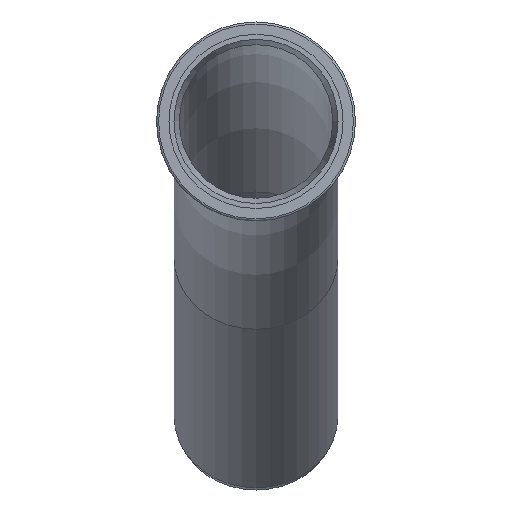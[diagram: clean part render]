
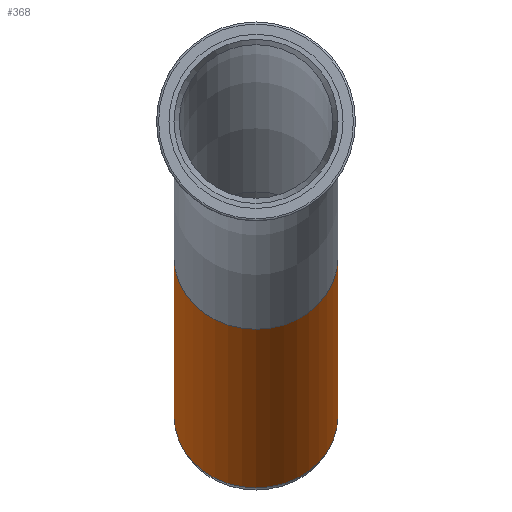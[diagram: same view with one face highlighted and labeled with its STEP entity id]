
A CAD part, left-side view. The second image highlights one B-rep face of the part: STEP entity #368.
In plain terms, the highlighted cylindrical face has radius 80 mm (diameter 160 mm), a full revolution.
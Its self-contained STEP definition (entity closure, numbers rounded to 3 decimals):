
#31=CYLINDRICAL_SURFACE('',#414,80.);
#42=FACE_OUTER_BOUND('',#65,.T.);
#65=EDGE_LOOP('',(#259,#260,#261,#262,#263,#264));
#94=LINE('',#631,#107);
#107=VECTOR('',#488,80.);
#120=CIRCLE('',#412,80.);
#121=CIRCLE('',#413,80.);
#122=CIRCLE('',#415,80.);
#123=CIRCLE('',#416,80.);
#162=VERTEX_POINT('',#624);
#163=VERTEX_POINT('',#626);
#164=VERTEX_POINT('',#630);
#165=VERTEX_POINT('',#632);
#201=EDGE_CURVE('',#162,#163,#120,.T.);
#202=EDGE_CURVE('',#163,#162,#121,.T.);
#203=EDGE_CURVE('',#163,#164,#94,.T.);
#204=EDGE_CURVE('',#164,#165,#122,.T.);
#205=EDGE_CURVE('',#165,#164,#123,.T.);
#259=ORIENTED_EDGE('',*,*,#201,.F.);
#260=ORIENTED_EDGE('',*,*,#202,.F.);
#261=ORIENTED_EDGE('',*,*,#203,.T.);
#262=ORIENTED_EDGE('',*,*,#204,.T.);
#263=ORIENTED_EDGE('',*,*,#205,.T.);
#264=ORIENTED_EDGE('',*,*,#203,.F.);
#368=ADVANCED_FACE('',(#42),#31,.T.);
#412=AXIS2_PLACEMENT_3D('',#627,#482,#483);
#413=AXIS2_PLACEMENT_3D('',#628,#484,#485);
#414=AXIS2_PLACEMENT_3D('',#629,#486,#487);
#415=AXIS2_PLACEMENT_3D('',#633,#489,#490);
#416=AXIS2_PLACEMENT_3D('',#634,#491,#492);
#482=DIRECTION('center_axis',(0.866,0.,-0.5));
#483=DIRECTION('ref_axis',(0.5,0.,0.866));
#484=DIRECTION('center_axis',(0.866,0.,-0.5));
#485=DIRECTION('ref_axis',(0.5,0.,0.866));
#486=DIRECTION('center_axis',(0.866,0.,-0.5));
#487=DIRECTION('ref_axis',(-0.5,0.,-0.866));
#488=DIRECTION('',(-0.866,0.,0.5));
#489=DIRECTION('center_axis',(0.866,0.,-0.5));
#490=DIRECTION('ref_axis',(-0.5,0.,-0.866));
#491=DIRECTION('center_axis',(0.866,0.,-0.5));
#492=DIRECTION('ref_axis',(-0.5,0.,-0.866));
#624=CARTESIAN_POINT('',(864.743,0.,-358.257));
#626=CARTESIAN_POINT('',(944.743,0.,-219.693));
#627=CARTESIAN_POINT('Origin',(904.743,0.,-288.975));
#628=CARTESIAN_POINT('Origin',(904.743,0.,-288.975));
#629=CARTESIAN_POINT('Origin',(636.275,0.,-133.975));
#630=CARTESIAN_POINT('',(676.275,0.,-64.693));
#631=CARTESIAN_POINT('',(676.275,0.,-64.693));
#632=CARTESIAN_POINT('',(596.275,0.,-203.257));
#633=CARTESIAN_POINT('Origin',(636.275,0.,-133.975));
#634=CARTESIAN_POINT('Origin',(636.275,0.,-133.975));
